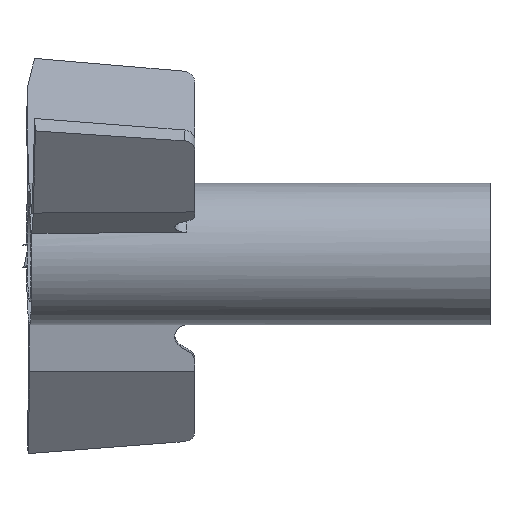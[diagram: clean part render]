
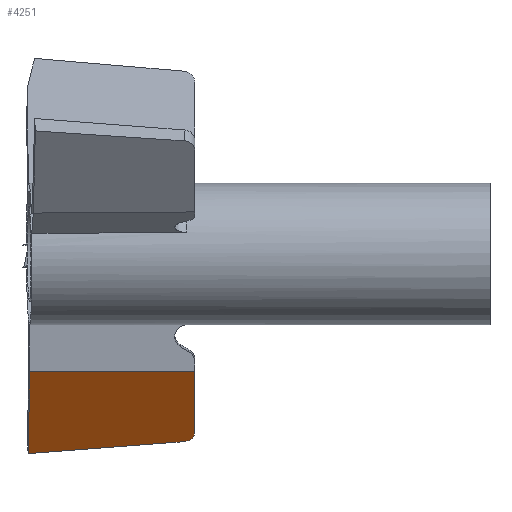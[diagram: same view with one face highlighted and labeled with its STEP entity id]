
A CAD part, left-side view. The second image highlights one B-rep face of the part: STEP entity #4251.
In plain terms, the highlighted planar face has unit normal (-0.818, -0.009, -0.575).
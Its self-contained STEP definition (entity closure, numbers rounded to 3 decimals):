
#4251 = ADVANCED_FACE('',(#4252),#4267,.F.);
#4252 = FACE_BOUND('',#4253,.T.);
#4253 = EDGE_LOOP('',(#4254,#4279,#4295,#4316,#4332));
#4254 = ORIENTED_EDGE('',*,*,#4255,.F.);
#4255 = EDGE_CURVE('',#4256,#4258,#4260,.T.);
#4256 = VERTEX_POINT('',#4257);
#4257 = CARTESIAN_POINT('',(1482.9,-722.988,
    1162.388));
#4258 = VERTEX_POINT('',#4259);
#4259 = CARTESIAN_POINT('',(1480.467,-723.052,
    1165.851));
#4260 = SURFACE_CURVE('',#4261,(#4266),.PCURVE_S1.);
#4261 = B_SPLINE_CURVE_WITH_KNOTS('',3,(#4262,#4263,#4264,#4265),
  .UNSPECIFIED.,.F.,.F.,(4,4),(0.,1.),.PIECEWISE_BEZIER_KNOTS.);
#4262 = CARTESIAN_POINT('',(1482.9,-722.988,
    1162.388));
#4263 = CARTESIAN_POINT('',(1482.089,-723.008,
    1163.542));
#4264 = CARTESIAN_POINT('',(1481.278,-723.029,
    1164.697));
#4265 = CARTESIAN_POINT('',(1480.467,-723.052,
    1165.851));
#4266 = PCURVE('',#4267,#4272);
#4267 = PLANE('',#4268);
#4268 = AXIS2_PLACEMENT_3D('',#4269,#4270,#4271);
#4269 = CARTESIAN_POINT('',(1478.13,-730.043,
    1169.282));
#4270 = DIRECTION('',(0.818,0.009,0.575)
  );
#4271 = DIRECTION('',(0.575,0.,-0.818)
  );
#4272 = DEFINITIONAL_REPRESENTATION('',(#4273),#4278);
#4273 = B_SPLINE_CURVE_WITH_KNOTS('',3,(#4274,#4275,#4276,#4277),
  .UNSPECIFIED.,.F.,.F.,(4,4),(0.,1.),.PIECEWISE_BEZIER_KNOTS.);
#4274 = CARTESIAN_POINT('',(8.382,7.056));
#4275 = CARTESIAN_POINT('',(6.972,7.036));
#4276 = CARTESIAN_POINT('',(5.561,7.014));
#4277 = CARTESIAN_POINT('',(4.151,6.991));
#4278 = ( GEOMETRIC_REPRESENTATION_CONTEXT(2) 
PARAMETRIC_REPRESENTATION_CONTEXT() REPRESENTATION_CONTEXT('2D SPACE',''
  ) );
#4279 = ORIENTED_EDGE('',*,*,#4280,.F.);
#4280 = EDGE_CURVE('',#4281,#4256,#4283,.T.);
#4281 = VERTEX_POINT('',#4282);
#4282 = CARTESIAN_POINT('',(1482.615,-729.587,
    1162.894));
#4283 = SURFACE_CURVE('',#4284,(#4288),.PCURVE_S1.);
#4284 = LINE('',#4285,#4286);
#4285 = CARTESIAN_POINT('',(1482.566,-730.717,
    1162.98));
#4286 = VECTOR('',#4287,1.);
#4287 = DIRECTION('',(0.043,0.996,
    -0.076));
#4288 = PCURVE('',#4267,#4289);
#4289 = DEFINITIONAL_REPRESENTATION('',(#4290),#4294);
#4290 = LINE('',#4291,#4292);
#4291 = CARTESIAN_POINT('',(7.707,-0.674));
#4292 = VECTOR('',#4293,1.);
#4293 = DIRECTION('',(0.087,0.996));
#4294 = ( GEOMETRIC_REPRESENTATION_CONTEXT(2) 
PARAMETRIC_REPRESENTATION_CONTEXT() REPRESENTATION_CONTEXT('2D SPACE',''
  ) );
#4295 = ORIENTED_EDGE('',*,*,#4296,.T.);
#4296 = EDGE_CURVE('',#4281,#4297,#4299,.T.);
#4297 = VERTEX_POINT('',#4298);
#4298 = CARTESIAN_POINT('',(1482.332,-730.043,
    1163.303));
#4299 = SURFACE_CURVE('',#4300,(#4305),.PCURVE_S1.);
#4300 = ELLIPSE('',#4301,0.5,0.5);
#4301 = AXIS2_PLACEMENT_3D('',#4302,#4303,#4304);
#4302 = CARTESIAN_POINT('',(1482.328,-729.543,
    1163.301));
#4303 = DIRECTION('',(-0.818,-0.009,
    -0.575));
#4304 = DIRECTION('',(-0.305,0.855,0.421));
#4305 = PCURVE('',#4267,#4306);
#4306 = DEFINITIONAL_REPRESENTATION('',(#4307),#4315);
#4307 = ( BOUNDED_CURVE() B_SPLINE_CURVE(2,(#4308,#4309,#4310,#4311,
#4312,#4313,#4314),.UNSPECIFIED.,.T.,.F.) B_SPLINE_CURVE_WITH_KNOTS((1,2
    ,2,2,2,1),(-2.094,0.,2.094,4.189,
6.283,8.378),.UNSPECIFIED.) CURVE() 
GEOMETRIC_REPRESENTATION_ITEM() RATIONAL_B_SPLINE_CURVE((1.,0.5,1.,0.5,
1.,0.5,1.)) REPRESENTATION_ITEM('') );
#4308 = CARTESIAN_POINT('',(7.048,0.927));
#4309 = CARTESIAN_POINT('',(7.788,1.377));
#4310 = CARTESIAN_POINT('',(7.807,0.511));
#4311 = CARTESIAN_POINT('',(7.827,-0.355));
#4312 = CARTESIAN_POINT('',(7.067,0.061));
#4313 = CARTESIAN_POINT('',(6.308,0.478));
#4314 = CARTESIAN_POINT('',(7.048,0.927));
#4315 = ( GEOMETRIC_REPRESENTATION_CONTEXT(2) 
PARAMETRIC_REPRESENTATION_CONTEXT() REPRESENTATION_CONTEXT('2D SPACE',''
  ) );
#4316 = ORIENTED_EDGE('',*,*,#4317,.T.);
#4317 = EDGE_CURVE('',#4297,#4318,#4320,.T.);
#4318 = VERTEX_POINT('',#4319);
#4319 = CARTESIAN_POINT('',(1480.526,-730.043,
    1165.873));
#4320 = SURFACE_CURVE('',#4321,(#4325),.PCURVE_S1.);
#4321 = LINE('',#4322,#4323);
#4322 = CARTESIAN_POINT('',(1478.13,-730.043,
    1169.282));
#4323 = VECTOR('',#4324,1.);
#4324 = DIRECTION('',(-0.575,0.,0.818));
#4325 = PCURVE('',#4267,#4326);
#4326 = DEFINITIONAL_REPRESENTATION('',(#4327),#4331);
#4327 = LINE('',#4328,#4329);
#4328 = CARTESIAN_POINT('',(0.,0.));
#4329 = VECTOR('',#4330,1.);
#4330 = DIRECTION('',(-1.,0.));
#4331 = ( GEOMETRIC_REPRESENTATION_CONTEXT(2) 
PARAMETRIC_REPRESENTATION_CONTEXT() REPRESENTATION_CONTEXT('2D SPACE',''
  ) );
#4332 = ORIENTED_EDGE('',*,*,#4333,.F.);
#4333 = EDGE_CURVE('',#4258,#4318,#4334,.T.);
#4334 = SURFACE_CURVE('',#4335,(#4339),.PCURVE_S1.);
#4335 = LINE('',#4336,#4337);
#4336 = CARTESIAN_POINT('',(1480.526,-730.034,
    1165.873));
#4337 = VECTOR('',#4338,1.);
#4338 = DIRECTION('',(0.008,-1.,
    0.003));
#4339 = PCURVE('',#4267,#4340);
#4340 = DEFINITIONAL_REPRESENTATION('',(#4341),#4345);
#4341 = LINE('',#4342,#4343);
#4342 = CARTESIAN_POINT('',(4.166,0.009));
#4343 = VECTOR('',#4344,1.);
#4344 = DIRECTION('',(0.002,-1.));
#4345 = ( GEOMETRIC_REPRESENTATION_CONTEXT(2) 
PARAMETRIC_REPRESENTATION_CONTEXT() REPRESENTATION_CONTEXT('2D SPACE',''
  ) );
